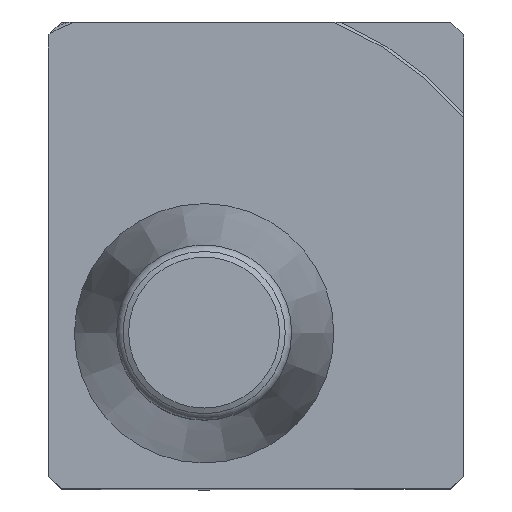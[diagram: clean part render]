
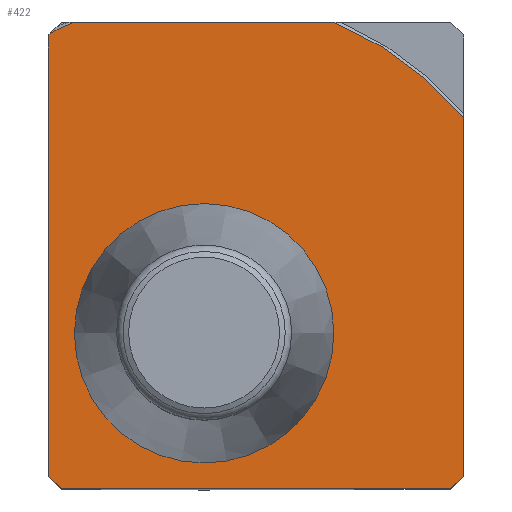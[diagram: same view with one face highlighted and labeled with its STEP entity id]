
A CAD part, top view. The second image highlights one B-rep face of the part: STEP entity #422.
In plain terms, the highlighted planar face has unit normal (0, 0, 1).
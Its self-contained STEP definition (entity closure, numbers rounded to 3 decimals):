
#162=LINE('',#1851,#255);
#163=LINE('',#1856,#256);
#164=LINE('',#1860,#257);
#165=LINE('',#1862,#258);
#166=LINE('',#1864,#259);
#167=LINE('',#1866,#260);
#168=LINE('',#1868,#261);
#255=VECTOR('',#1486,1.);
#256=VECTOR('',#1489,1.);
#257=VECTOR('',#1492,1.);
#258=VECTOR('',#1493,1.);
#259=VECTOR('',#1494,1.);
#260=VECTOR('',#1495,1.);
#261=VECTOR('',#1496,1.);
#332=PLANE('',#1308);
#422=ADVANCED_FACE('AL3_SU1',(#486,#487),#332,.F.);
#486=FACE_BOUND('',#531,.T.);
#487=FACE_BOUND('',#532,.T.);
#531=EDGE_LOOP('',(#651));
#532=EDGE_LOOP('',(#652,#653,#654,#655,#656,#657,#658,#659,#660));
#651=ORIENTED_EDGE('',*,*,#1049,.T.);
#652=ORIENTED_EDGE('',*,*,#1050,.T.);
#653=ORIENTED_EDGE('',*,*,#1051,.F.);
#654=ORIENTED_EDGE('',*,*,#1052,.T.);
#655=ORIENTED_EDGE('',*,*,#1053,.T.);
#656=ORIENTED_EDGE('',*,*,#1054,.T.);
#657=ORIENTED_EDGE('',*,*,#1055,.T.);
#658=ORIENTED_EDGE('',*,*,#1056,.T.);
#659=ORIENTED_EDGE('',*,*,#1057,.T.);
#660=ORIENTED_EDGE('',*,*,#1058,.T.);
#940=VERTEX_POINT('',#1850);
#941=VERTEX_POINT('',#1852);
#942=VERTEX_POINT('',#1853);
#943=VERTEX_POINT('',#1855);
#944=VERTEX_POINT('',#1857);
#945=VERTEX_POINT('',#1859);
#946=VERTEX_POINT('',#1861);
#947=VERTEX_POINT('',#1863);
#948=VERTEX_POINT('',#1865);
#949=VERTEX_POINT('',#1867);
#1049=EDGE_CURVE('',#940,#940,#1177,.T.);
#1050=EDGE_CURVE('',#941,#942,#162,.T.);
#1051=EDGE_CURVE('',#943,#942,#1178,.T.);
#1052=EDGE_CURVE('',#943,#944,#163,.T.);
#1053=EDGE_CURVE('',#944,#945,#1179,.T.);
#1054=EDGE_CURVE('',#945,#946,#164,.T.);
#1055=EDGE_CURVE('',#946,#947,#165,.T.);
#1056=EDGE_CURVE('',#947,#948,#166,.T.);
#1057=EDGE_CURVE('',#948,#949,#167,.T.);
#1058=EDGE_CURVE('',#949,#941,#168,.T.);
#1177=CIRCLE('',#1305,5.);
#1178=CIRCLE('',#1306,13.);
#1179=CIRCLE('',#1307,13.);
#1305=AXIS2_PLACEMENT_3D('',#1849,#1484,#1485);
#1306=AXIS2_PLACEMENT_3D('',#1854,#1487,#1488);
#1307=AXIS2_PLACEMENT_3D('',#1858,#1490,#1491);
#1308=AXIS2_PLACEMENT_3D('',#1869,#1497,#1498);
#1484=DIRECTION('',(0.,0.,-1.));
#1485=DIRECTION('',(-1.,0.,0.));
#1486=DIRECTION('',(0.,1.,0.));
#1487=DIRECTION('',(0.,0.,-1.));
#1488=DIRECTION('',(-1.,0.,0.));
#1489=DIRECTION('',(-1.,0.,0.));
#1490=DIRECTION('',(0.,0.,1.));
#1491=DIRECTION('',(-1.,0.,0.));
#1492=DIRECTION('',(-0.707,-0.707,0.));
#1493=DIRECTION('',(0.,-1.,0.));
#1494=DIRECTION('',(0.707,-0.707,0.));
#1495=DIRECTION('',(1.,0.,0.));
#1496=DIRECTION('',(0.707,0.707,0.));
#1497=DIRECTION('',(0.,0.,-1.));
#1498=DIRECTION('',(-1.,0.,0.));
#1849=CARTESIAN_POINT('',(0.,0.,0.));
#1850=CARTESIAN_POINT('',(-5.,0.,0.));
#1851=CARTESIAN_POINT('',(10.,0.,0.));
#1852=CARTESIAN_POINT('',(10.,-5.5,0.));
#1853=CARTESIAN_POINT('',(10.,8.307,0.));
#1854=CARTESIAN_POINT('',(0.,0.,0.));
#1855=CARTESIAN_POINT('',(5.,12.,0.));
#1856=CARTESIAN_POINT('',(0.,12.,0.));
#1857=CARTESIAN_POINT('',(-5.,12.,0.));
#1858=CARTESIAN_POINT('',(0.,0.,0.));
#1859=CARTESIAN_POINT('',(-5.933,11.567,0.));
#1860=CARTESIAN_POINT('',(-5.5,12.,0.));
#1861=CARTESIAN_POINT('',(-6.,11.5,0.));
#1862=CARTESIAN_POINT('',(-6.,12.,0.));
#1863=CARTESIAN_POINT('',(-6.,-5.5,0.));
#1864=CARTESIAN_POINT('',(-6.,-5.5,0.));
#1865=CARTESIAN_POINT('',(-5.5,-6.,0.));
#1866=CARTESIAN_POINT('',(-6.,-6.,0.));
#1867=CARTESIAN_POINT('',(9.5,-6.,0.));
#1868=CARTESIAN_POINT('',(9.5,-6.,0.));
#1869=CARTESIAN_POINT('',(0.,0.,0.));
